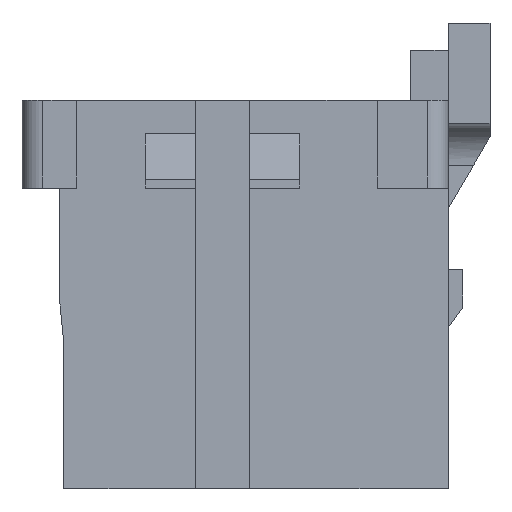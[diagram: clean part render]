
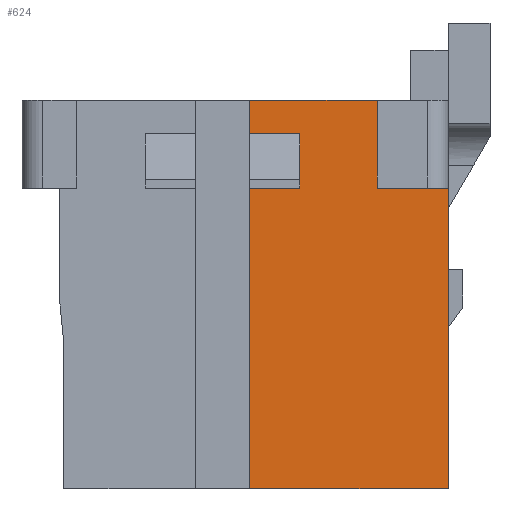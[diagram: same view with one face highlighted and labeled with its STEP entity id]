
A CAD part, left-side view. The second image highlights one B-rep face of the part: STEP entity #624.
In plain terms, the highlighted planar face has unit normal (-1, 0, 0).
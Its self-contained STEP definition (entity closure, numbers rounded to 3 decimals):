
#624 = ADVANCED_FACE( '', ( #1697 ), #1698, .F. );
#1697 = FACE_OUTER_BOUND( '', #3259, .T. );
#1698 = PLANE( '', #3260 );
#3259 = EDGE_LOOP( '', ( #5096, #5097, #5098, #5099, #5100, #5101, #5102, #5103, #5104, #5105 ) );
#3260 = AXIS2_PLACEMENT_3D( '', #5106, #5107, #5108 );
#5096 = ORIENTED_EDGE( '', *, *, #9769, .T. );
#5097 = ORIENTED_EDGE( '', *, *, #9770, .T. );
#5098 = ORIENTED_EDGE( '', *, *, #9771, .F. );
#5099 = ORIENTED_EDGE( '', *, *, #9772, .F. );
#5100 = ORIENTED_EDGE( '', *, *, #9773, .F. );
#5101 = ORIENTED_EDGE( '', *, *, #9774, .F. );
#5102 = ORIENTED_EDGE( '', *, *, #9775, .F. );
#5103 = ORIENTED_EDGE( '', *, *, #9776, .F. );
#5104 = ORIENTED_EDGE( '', *, *, #9777, .F. );
#5105 = ORIENTED_EDGE( '', *, *, #9778, .T. );
#5106 = CARTESIAN_POINT( '', ( -7.8, 0., 0. ) );
#5107 = DIRECTION( '', ( 1., 0., 0. ) );
#5108 = DIRECTION( '', ( 0., 0., -1. ) );
#9769 = EDGE_CURVE( '', #11891, #11892, #11893, .T. );
#9770 = EDGE_CURVE( '', #11892, #11894, #11895, .T. );
#9771 = EDGE_CURVE( '', #11896, #11894, #11897, .T. );
#9772 = EDGE_CURVE( '', #11898, #11896, #11899, .T. );
#9773 = EDGE_CURVE( '', #11900, #11898, #11901, .T. );
#9774 = EDGE_CURVE( '', #11902, #11900, #11903, .T. );
#9775 = EDGE_CURVE( '', #11904, #11902, #11905, .T. );
#9776 = EDGE_CURVE( '', #11906, #11904, #11907, .T. );
#9777 = EDGE_CURVE( '', #11908, #11906, #11909, .T. );
#9778 = EDGE_CURVE( '', #11908, #11891, #11910, .T. );
#11891 = VERTEX_POINT( '', #14908 );
#11892 = VERTEX_POINT( '', #14909 );
#11893 = LINE( '', #14910, #14911 );
#11894 = VERTEX_POINT( '', #14912 );
#11895 = LINE( '', #14913, #14914 );
#11896 = VERTEX_POINT( '', #14915 );
#11897 = LINE( '', #14916, #14917 );
#11898 = VERTEX_POINT( '', #14918 );
#11899 = LINE( '', #14919, #14920 );
#11900 = VERTEX_POINT( '', #14921 );
#11901 = LINE( '', #14922, #14923 );
#11902 = VERTEX_POINT( '', #14924 );
#11903 = LINE( '', #14925, #14926 );
#11904 = VERTEX_POINT( '', #14927 );
#11905 = LINE( '', #14928, #14929 );
#11906 = VERTEX_POINT( '', #14930 );
#11907 = LINE( '', #14931, #14932 );
#11908 = VERTEX_POINT( '', #14933 );
#11909 = LINE( '', #14934, #14935 );
#11910 = LINE( '', #14936, #14937 );
#14908 = CARTESIAN_POINT( '', ( -7.8, -1.55, 3.85 ) );
#14909 = CARTESIAN_POINT( '', ( -7.8, -1.55, 2.55 ) );
#14910 = CARTESIAN_POINT( '', ( -7.8, -1.55, 3.85 ) );
#14911 = VECTOR( '', #18602, 1000. );
#14912 = CARTESIAN_POINT( '', ( -7.8, -0.35, 2.55 ) );
#14913 = CARTESIAN_POINT( '', ( -7.8, -1.55, 2.55 ) );
#14914 = VECTOR( '', #18603, 1000. );
#14915 = CARTESIAN_POINT( '', ( -7.8, -0.35, -4.65 ) );
#14916 = CARTESIAN_POINT( '', ( -7.8, -0.35, -4.65 ) );
#14917 = VECTOR( '', #18604, 1000. );
#14918 = CARTESIAN_POINT( '', ( -7.8, -5.1, -4.65 ) );
#14919 = CARTESIAN_POINT( '', ( -7.8, -5.1, -4.65 ) );
#14920 = VECTOR( '', #18605, 1000. );
#14921 = CARTESIAN_POINT( '', ( -7.8, -5.1, 2.55 ) );
#14922 = CARTESIAN_POINT( '', ( -7.8, -5.1, 4.65 ) );
#14923 = VECTOR( '', #18606, 1000. );
#14924 = CARTESIAN_POINT( '', ( -7.8, -3.4, 2.55 ) );
#14925 = CARTESIAN_POINT( '', ( -7.8, -3.4, 2.55 ) );
#14926 = VECTOR( '', #18607, 1000. );
#14927 = CARTESIAN_POINT( '', ( -7.8, -3.4, 4.65 ) );
#14928 = CARTESIAN_POINT( '', ( -7.8, -3.4, 4.65 ) );
#14929 = VECTOR( '', #18608, 1000. );
#14930 = CARTESIAN_POINT( '', ( -7.8, -0.35, 4.65 ) );
#14931 = CARTESIAN_POINT( '', ( -7.8, 5.1, 4.65 ) );
#14932 = VECTOR( '', #18609, 1000. );
#14933 = CARTESIAN_POINT( '', ( -7.8, -0.35, 3.85 ) );
#14934 = CARTESIAN_POINT( '', ( -7.8, -0.35, -4.65 ) );
#14935 = VECTOR( '', #18610, 1000. );
#14936 = CARTESIAN_POINT( '', ( -7.8, -0.35, 3.85 ) );
#14937 = VECTOR( '', #18611, 1000. );
#18602 = DIRECTION( '', ( 0., 0., -1. ) );
#18603 = DIRECTION( '', ( 0., 1., 0. ) );
#18604 = DIRECTION( '', ( 0., 0., 1. ) );
#18605 = DIRECTION( '', ( 0., 1., 0. ) );
#18606 = DIRECTION( '', ( 0., 0., -1. ) );
#18607 = DIRECTION( '', ( 0., -1., 0. ) );
#18608 = DIRECTION( '', ( 0., 0., -1. ) );
#18609 = DIRECTION( '', ( 0., -1., 0. ) );
#18610 = DIRECTION( '', ( 0., 0., 1. ) );
#18611 = DIRECTION( '', ( 0., -1., 0. ) );
